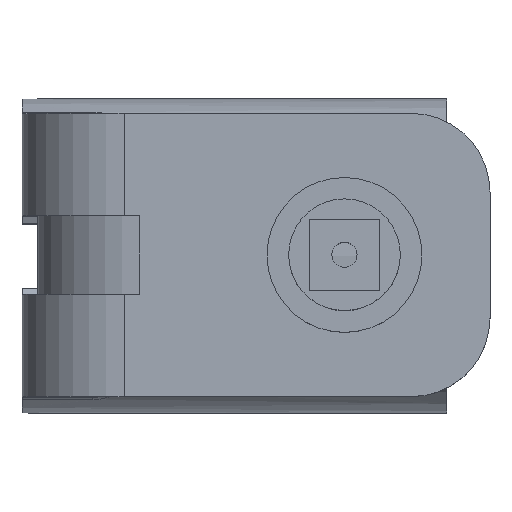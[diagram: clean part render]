
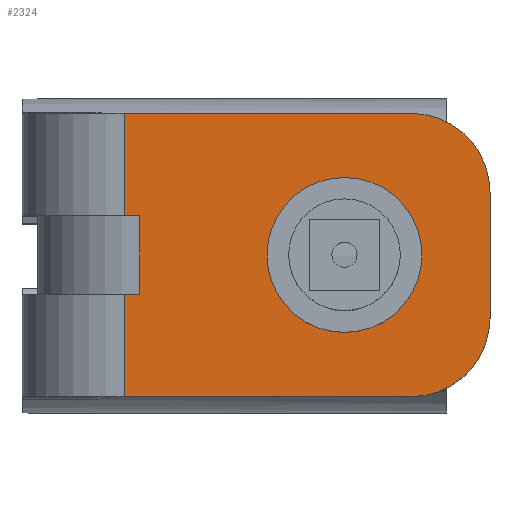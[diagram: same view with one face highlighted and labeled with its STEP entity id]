
A CAD part, top view. The second image highlights one B-rep face of the part: STEP entity #2324.
In plain terms, the highlighted planar face has unit normal (0, 0, 1).
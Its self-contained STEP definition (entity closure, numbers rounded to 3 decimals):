
#35=FACE_BOUND('',#570,.T.);
#256=CIRCLE('',#2522,10.);
#257=CIRCLE('',#2525,10.);
#269=CIRCLE('',#2553,9.85);
#417=FACE_OUTER_BOUND('',#569,.T.);
#569=EDGE_LOOP('',(#1815,#1816,#1817,#1818,#1819,#1820,#1821,#1822,#1823,
#1824));
#570=EDGE_LOOP('',(#1825));
#714=LINE('',#4369,#850);
#718=LINE('',#4380,#854);
#721=LINE('',#4390,#857);
#731=LINE('',#4434,#867);
#732=LINE('',#4436,#868);
#733=LINE('',#4438,#869);
#734=LINE('',#4440,#870);
#735=LINE('',#4441,#871);
#850=VECTOR('',#2952,10.);
#854=VECTOR('',#2964,10.);
#857=VECTOR('',#2975,10.);
#867=VECTOR('',#3035,10.);
#868=VECTOR('',#3036,10.);
#869=VECTOR('',#3037,10.);
#870=VECTOR('',#3038,10.);
#871=VECTOR('',#3039,10.);
#1037=VERTEX_POINT('',#4366);
#1038=VERTEX_POINT('',#4368);
#1040=VERTEX_POINT('',#4374);
#1041=VERTEX_POINT('',#4378);
#1042=VERTEX_POINT('',#4382);
#1044=VERTEX_POINT('',#4388);
#1053=VERTEX_POINT('',#4433);
#1054=VERTEX_POINT('',#4435);
#1055=VERTEX_POINT('',#4437);
#1056=VERTEX_POINT('',#4439);
#1057=VERTEX_POINT('',#4442);
#1305=EDGE_CURVE('',#1038,#1037,#714,.T.);
#1309=EDGE_CURVE('',#1040,#1037,#256,.T.);
#1311=EDGE_CURVE('',#1040,#1041,#718,.T.);
#1313=EDGE_CURVE('',#1042,#1041,#257,.T.);
#1316=EDGE_CURVE('',#1042,#1044,#721,.T.);
#1336=EDGE_CURVE('',#1053,#1044,#731,.T.);
#1337=EDGE_CURVE('',#1053,#1054,#732,.T.);
#1338=EDGE_CURVE('',#1055,#1054,#733,.T.);
#1339=EDGE_CURVE('',#1055,#1056,#734,.T.);
#1340=EDGE_CURVE('',#1038,#1056,#735,.T.);
#1341=EDGE_CURVE('',#1057,#1057,#269,.T.);
#1815=ORIENTED_EDGE('',*,*,#1313,.F.);
#1816=ORIENTED_EDGE('',*,*,#1316,.T.);
#1817=ORIENTED_EDGE('',*,*,#1336,.F.);
#1818=ORIENTED_EDGE('',*,*,#1337,.T.);
#1819=ORIENTED_EDGE('',*,*,#1338,.F.);
#1820=ORIENTED_EDGE('',*,*,#1339,.T.);
#1821=ORIENTED_EDGE('',*,*,#1340,.F.);
#1822=ORIENTED_EDGE('',*,*,#1305,.T.);
#1823=ORIENTED_EDGE('',*,*,#1309,.F.);
#1824=ORIENTED_EDGE('',*,*,#1311,.T.);
#1825=ORIENTED_EDGE('',*,*,#1341,.F.);
#2223=PLANE('',#2552);
#2324=ADVANCED_FACE('',(#417,#35),#2223,.T.);
#2522=AXIS2_PLACEMENT_3D('',#4376,#2959,#2960);
#2525=AXIS2_PLACEMENT_3D('',#4384,#2968,#2969);
#2552=AXIS2_PLACEMENT_3D('',#4432,#3033,#3034);
#2553=AXIS2_PLACEMENT_3D('',#4443,#3040,#3041);
#2952=DIRECTION('',(1.,0.,0.));
#2959=DIRECTION('center_axis',(0.,0.,-1.));
#2960=DIRECTION('ref_axis',(0.707,-0.707,0.));
#2964=DIRECTION('',(0.,1.,0.));
#2968=DIRECTION('center_axis',(0.,0.,-1.));
#2969=DIRECTION('ref_axis',(0.707,0.707,0.));
#2975=DIRECTION('',(-1.,0.,0.));
#3033=DIRECTION('center_axis',(0.,0.,1.));
#3034=DIRECTION('ref_axis',(-1.,0.,0.));
#3035=DIRECTION('',(0.,1.,0.));
#3036=DIRECTION('',(1.,0.,0.));
#3037=DIRECTION('',(0.,1.,0.));
#3038=DIRECTION('',(-1.,0.,0.));
#3039=DIRECTION('',(0.,1.,0.));
#3040=DIRECTION('center_axis',(0.,0.,1.));
#3041=DIRECTION('ref_axis',(-1.,0.,0.));
#4366=CARTESIAN_POINT('',(12.5,-31.,71.7));
#4368=CARTESIAN_POINT('',(-24.,-31.,71.7));
#4369=CARTESIAN_POINT('',(4.,-31.,71.7));
#4374=CARTESIAN_POINT('',(22.5,-21.,71.7));
#4376=CARTESIAN_POINT('Origin',(12.5,-21.,71.7));
#4378=CARTESIAN_POINT('',(22.5,-5.,71.7));
#4380=CARTESIAN_POINT('',(22.5,0.,71.7));
#4382=CARTESIAN_POINT('',(12.5,5.,71.7));
#4384=CARTESIAN_POINT('Origin',(12.5,-5.,71.7));
#4388=CARTESIAN_POINT('',(-24.,5.,71.7));
#4390=CARTESIAN_POINT('',(4.,5.,71.7));
#4432=CARTESIAN_POINT('Origin',(4.,-13.,71.7));
#4433=CARTESIAN_POINT('',(-24.,-8.,71.7));
#4434=CARTESIAN_POINT('',(-24.,-13.,71.7));
#4435=CARTESIAN_POINT('',(-22.,-8.,71.7));
#4436=CARTESIAN_POINT('',(-17.5,-8.,71.7));
#4437=CARTESIAN_POINT('',(-22.,-18.,71.7));
#4438=CARTESIAN_POINT('',(-22.,-13.,71.7));
#4439=CARTESIAN_POINT('',(-24.,-18.,71.7));
#4440=CARTESIAN_POINT('',(-17.5,-18.,71.7));
#4441=CARTESIAN_POINT('',(-24.,-13.,71.7));
#4442=CARTESIAN_POINT('',(13.85,-13.,71.7));
#4443=CARTESIAN_POINT('Origin',(4.,-13.,71.7));
